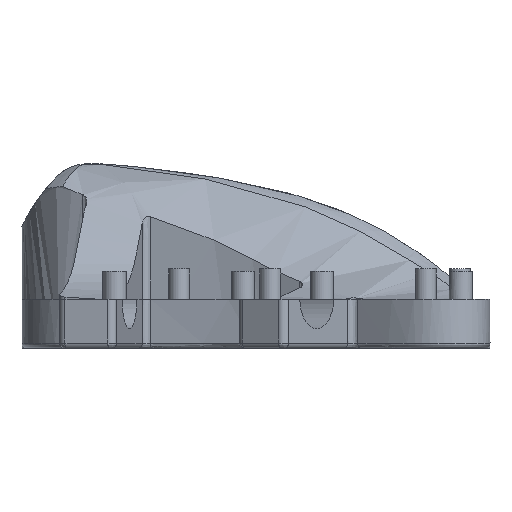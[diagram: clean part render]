
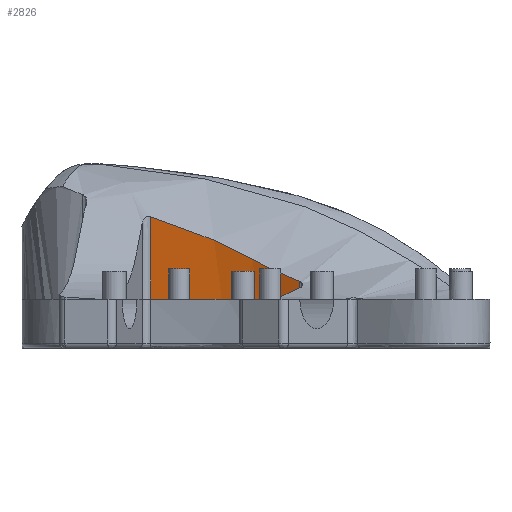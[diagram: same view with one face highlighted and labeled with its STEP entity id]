
A CAD part, front view. The second image highlights one B-rep face of the part: STEP entity #2826.
In plain terms, the highlighted free-form (B-spline) face has degree [5, 1] with [14, 2] control points.
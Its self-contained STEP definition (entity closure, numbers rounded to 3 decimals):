
#57=(
BOUNDED_SURFACE()
B_SPLINE_SURFACE(5,1,((#8800,#8801),(#8802,#8803),(#8804,#8805),(#8806,
#8807),(#8808,#8809),(#8810,#8811),(#8812,#8813),(#8814,#8815),(#8816,#8817),
(#8818,#8819),(#8820,#8821),(#8822,#8823),(#8824,#8825),(#8826,#8827)),
 .UNSPECIFIED.,.F.,.F.,.F.)
B_SPLINE_SURFACE_WITH_KNOTS((6,1,1,1,1,1,1,1,1,6),(2,2),(-0.705,
-0.693,-0.68,-0.667,-0.653,
-0.64,-0.627,-0.613,-0.6,
-0.593),(0.02,0.774),.UNSPECIFIED.)
GEOMETRIC_REPRESENTATION_ITEM()
RATIONAL_B_SPLINE_SURFACE(((1.,1.),(1.,1.),(1.,1.),(1.,1.),(1.,1.),(1.,
1.),(1.,1.),(1.,1.),(1.,1.),(1.,1.),(1.,1.),(1.,1.),(1.,1.),(1.,1.)))
REPRESENTATION_ITEM('')
SURFACE()
);
#619=FACE_OUTER_BOUND('',#797,.T.);
#797=EDGE_LOOP('',(#2410,#2411,#2412,#2413));
#997=B_SPLINE_CURVE_WITH_KNOTS('',3,(#8526,#8527,#8528,#8529),
 .UNSPECIFIED.,.F.,.F.,(4,4),(-0.456,-0.17),
 .UNSPECIFIED.);
#999=B_SPLINE_CURVE_WITH_KNOTS('',3,(#8559,#8560,#8561,#8562),
 .UNSPECIFIED.,.F.,.F.,(4,4),(0.17,0.733),
 .UNSPECIFIED.);
#1008=B_SPLINE_CURVE_WITH_KNOTS('',3,(#8779,#8780,#8781,#8782,#8783,#8784),
 .UNSPECIFIED.,.F.,.F.,(4,2,4),(-1.157,-0.529,-0.033),
 .UNSPECIFIED.);
#1010=B_SPLINE_CURVE_WITH_KNOTS('',3,(#8828,#8829,#8830,#8831,#8832,#8833,
#8834,#8835,#8836,#8837,#8838,#8839,#8840,#8841,#8842,#8843,#8844,#8845,
#8846,#8847,#8848,#8849,#8850,#8851,#8852,#8853,#8854,#8855,#8856,#8857,
#8858,#8859,#8860,#8861,#8862,#8863,#8864,#8865,#8866,#8867,#8868,#8869,
#8870,#8871,#8872,#8873,#8874,#8875,#8876,#8877,#8878,#8879,#8880,#8881,
#8882),.UNSPECIFIED.,.F.,.F.,(4,3,3,3,3,3,3,3,3,3,3,3,3,3,3,3,3,3,4),(-0.742,
-0.695,-0.652,-0.611,-0.573,
-0.534,-0.496,-0.455,-0.412,
-0.367,-0.318,-0.269,-0.221,
-0.177,-0.133,-0.093,-0.054,
-0.018,0.),.UNSPECIFIED.);
#1286=VERTEX_POINT('',#8471);
#1289=VERTEX_POINT('',#8485);
#1290=VERTEX_POINT('',#8550);
#1291=VERTEX_POINT('',#8558);
#1677=EDGE_CURVE('',#1289,#1286,#997,.T.);
#1679=EDGE_CURVE('',#1290,#1291,#999,.T.);
#1689=EDGE_CURVE('',#1291,#1289,#1008,.T.);
#1693=EDGE_CURVE('',#1290,#1286,#1010,.T.);
#2410=ORIENTED_EDGE('',*,*,#1693,.T.);
#2411=ORIENTED_EDGE('',*,*,#1677,.F.);
#2412=ORIENTED_EDGE('',*,*,#1689,.F.);
#2413=ORIENTED_EDGE('',*,*,#1679,.F.);
#2826=ADVANCED_FACE('',(#619),#57,.T.);
#8471=CARTESIAN_POINT('',(11.847,20.943,0.));
#8485=CARTESIAN_POINT('',(11.847,20.943,2.866));
#8526=CARTESIAN_POINT('Ctrl Pts',(11.847,20.943,2.866));
#8527=CARTESIAN_POINT('Ctrl Pts',(11.847,20.943,1.911));
#8528=CARTESIAN_POINT('Ctrl Pts',(11.847,20.943,0.955));
#8529=CARTESIAN_POINT('Ctrl Pts',(11.847,20.943,0.));
#8550=CARTESIAN_POINT('',(5.472,23.388,0.));
#8558=CARTESIAN_POINT('',(5.472,23.388,5.637));
#8559=CARTESIAN_POINT('Ctrl Pts',(5.472,23.388,0.));
#8560=CARTESIAN_POINT('Ctrl Pts',(5.472,23.388,1.879));
#8561=CARTESIAN_POINT('Ctrl Pts',(5.472,23.388,3.758));
#8562=CARTESIAN_POINT('Ctrl Pts',(5.472,23.388,5.637));
#8779=CARTESIAN_POINT('Ctrl Pts',(5.472,23.388,5.637));
#8780=CARTESIAN_POINT('Ctrl Pts',(6.738,23.069,5.232));
#8781=CARTESIAN_POINT('Ctrl Pts',(7.764,22.829,4.859));
#8782=CARTESIAN_POINT('Ctrl Pts',(9.706,22.143,3.901));
#8783=CARTESIAN_POINT('Ctrl Pts',(10.592,21.773,3.349));
#8784=CARTESIAN_POINT('Ctrl Pts',(11.847,20.943,2.866));
#8800=CARTESIAN_POINT('Ctrl Pts',(5.184,23.461,-1.9));
#8801=CARTESIAN_POINT('Ctrl Pts',(5.184,23.461,5.637));
#8802=CARTESIAN_POINT('Ctrl Pts',(5.338,23.422,-1.9));
#8803=CARTESIAN_POINT('Ctrl Pts',(5.338,23.422,5.637));
#8804=CARTESIAN_POINT('Ctrl Pts',(5.663,23.34,-1.9));
#8805=CARTESIAN_POINT('Ctrl Pts',(5.663,23.34,5.637));
#8806=CARTESIAN_POINT('Ctrl Pts',(6.168,23.214,-1.9));
#8807=CARTESIAN_POINT('Ctrl Pts',(6.168,23.214,5.637));
#8808=CARTESIAN_POINT('Ctrl Pts',(6.85,23.043,-1.9));
#8809=CARTESIAN_POINT('Ctrl Pts',(6.85,23.043,5.637));
#8810=CARTESIAN_POINT('Ctrl Pts',(7.694,22.818,-1.9));
#8811=CARTESIAN_POINT('Ctrl Pts',(7.694,22.818,5.637));
#8812=CARTESIAN_POINT('Ctrl Pts',(8.529,22.566,-1.9));
#8813=CARTESIAN_POINT('Ctrl Pts',(8.529,22.566,5.637));
#8814=CARTESIAN_POINT('Ctrl Pts',(9.338,22.278,-1.9));
#8815=CARTESIAN_POINT('Ctrl Pts',(9.338,22.278,5.637));
#8816=CARTESIAN_POINT('Ctrl Pts',(10.127,21.939,-1.9));
#8817=CARTESIAN_POINT('Ctrl Pts',(10.127,21.939,5.637));
#8818=CARTESIAN_POINT('Ctrl Pts',(10.834,21.573,-1.9));
#8819=CARTESIAN_POINT('Ctrl Pts',(10.834,21.573,5.637));
#8820=CARTESIAN_POINT('Ctrl Pts',(11.384,21.246,-1.9));
#8821=CARTESIAN_POINT('Ctrl Pts',(11.384,21.246,5.637));
#8822=CARTESIAN_POINT('Ctrl Pts',(11.779,20.99,-1.9));
#8823=CARTESIAN_POINT('Ctrl Pts',(11.779,20.99,5.637));
#8824=CARTESIAN_POINT('Ctrl Pts',(12.02,20.828,-1.9));
#8825=CARTESIAN_POINT('Ctrl Pts',(12.02,20.828,5.637));
#8826=CARTESIAN_POINT('Ctrl Pts',(12.104,20.77,-1.9));
#8827=CARTESIAN_POINT('Ctrl Pts',(12.104,20.77,5.637));
#8828=CARTESIAN_POINT('Ctrl Pts',(5.472,23.388,0.));
#8829=CARTESIAN_POINT('Ctrl Pts',(5.612,23.353,0.));
#8830=CARTESIAN_POINT('Ctrl Pts',(5.754,23.317,0.));
#8831=CARTESIAN_POINT('Ctrl Pts',(5.896,23.282,0.));
#8832=CARTESIAN_POINT('Ctrl Pts',(6.028,23.249,0.));
#8833=CARTESIAN_POINT('Ctrl Pts',(6.16,23.215,0.));
#8834=CARTESIAN_POINT('Ctrl Pts',(6.292,23.182,0.));
#8835=CARTESIAN_POINT('Ctrl Pts',(6.415,23.151,0.));
#8836=CARTESIAN_POINT('Ctrl Pts',(6.539,23.119,0.));
#8837=CARTESIAN_POINT('Ctrl Pts',(6.663,23.088,0.));
#8838=CARTESIAN_POINT('Ctrl Pts',(6.779,23.058,0.));
#8839=CARTESIAN_POINT('Ctrl Pts',(6.895,23.028,0.));
#8840=CARTESIAN_POINT('Ctrl Pts',(7.011,22.997,0.));
#8841=CARTESIAN_POINT('Ctrl Pts',(7.127,22.967,0.));
#8842=CARTESIAN_POINT('Ctrl Pts',(7.242,22.936,0.));
#8843=CARTESIAN_POINT('Ctrl Pts',(7.357,22.904,0.));
#8844=CARTESIAN_POINT('Ctrl Pts',(7.473,22.873,0.));
#8845=CARTESIAN_POINT('Ctrl Pts',(7.589,22.84,0.));
#8846=CARTESIAN_POINT('Ctrl Pts',(7.704,22.808,0.));
#8847=CARTESIAN_POINT('Ctrl Pts',(7.823,22.773,0.));
#8848=CARTESIAN_POINT('Ctrl Pts',(7.942,22.739,0.));
#8849=CARTESIAN_POINT('Ctrl Pts',(8.06,22.703,0.));
#8850=CARTESIAN_POINT('Ctrl Pts',(8.185,22.665,0.));
#8851=CARTESIAN_POINT('Ctrl Pts',(8.309,22.626,0.));
#8852=CARTESIAN_POINT('Ctrl Pts',(8.432,22.587,0.));
#8853=CARTESIAN_POINT('Ctrl Pts',(8.563,22.544,0.));
#8854=CARTESIAN_POINT('Ctrl Pts',(8.694,22.5,0.));
#8855=CARTESIAN_POINT('Ctrl Pts',(8.823,22.455,0.));
#8856=CARTESIAN_POINT('Ctrl Pts',(8.962,22.406,0.));
#8857=CARTESIAN_POINT('Ctrl Pts',(9.1,22.355,0.));
#8858=CARTESIAN_POINT('Ctrl Pts',(9.237,22.303,0.));
#8859=CARTESIAN_POINT('Ctrl Pts',(9.375,22.249,0.));
#8860=CARTESIAN_POINT('Ctrl Pts',(9.512,22.194,0.));
#8861=CARTESIAN_POINT('Ctrl Pts',(9.649,22.136,0.));
#8862=CARTESIAN_POINT('Ctrl Pts',(9.779,22.081,0.));
#8863=CARTESIAN_POINT('Ctrl Pts',(9.909,22.023,0.));
#8864=CARTESIAN_POINT('Ctrl Pts',(10.039,21.963,0.));
#8865=CARTESIAN_POINT('Ctrl Pts',(10.161,21.906,0.));
#8866=CARTESIAN_POINT('Ctrl Pts',(10.283,21.847,0.));
#8867=CARTESIAN_POINT('Ctrl Pts',(10.405,21.786,0.));
#8868=CARTESIAN_POINT('Ctrl Pts',(10.526,21.725,0.));
#8869=CARTESIAN_POINT('Ctrl Pts',(10.646,21.662,0.));
#8870=CARTESIAN_POINT('Ctrl Pts',(10.766,21.596,0.));
#8871=CARTESIAN_POINT('Ctrl Pts',(10.875,21.537,0.));
#8872=CARTESIAN_POINT('Ctrl Pts',(10.983,21.476,0.));
#8873=CARTESIAN_POINT('Ctrl Pts',(11.091,21.413,0.));
#8874=CARTESIAN_POINT('Ctrl Pts',(11.195,21.353,0.));
#8875=CARTESIAN_POINT('Ctrl Pts',(11.299,21.29,0.));
#8876=CARTESIAN_POINT('Ctrl Pts',(11.404,21.226,0.));
#8877=CARTESIAN_POINT('Ctrl Pts',(11.504,21.165,0.));
#8878=CARTESIAN_POINT('Ctrl Pts',(11.604,21.101,0.));
#8879=CARTESIAN_POINT('Ctrl Pts',(11.704,21.037,0.));
#8880=CARTESIAN_POINT('Ctrl Pts',(11.751,21.006,0.));
#8881=CARTESIAN_POINT('Ctrl Pts',(11.799,20.975,0.));
#8882=CARTESIAN_POINT('Ctrl Pts',(11.847,20.943,0.));
